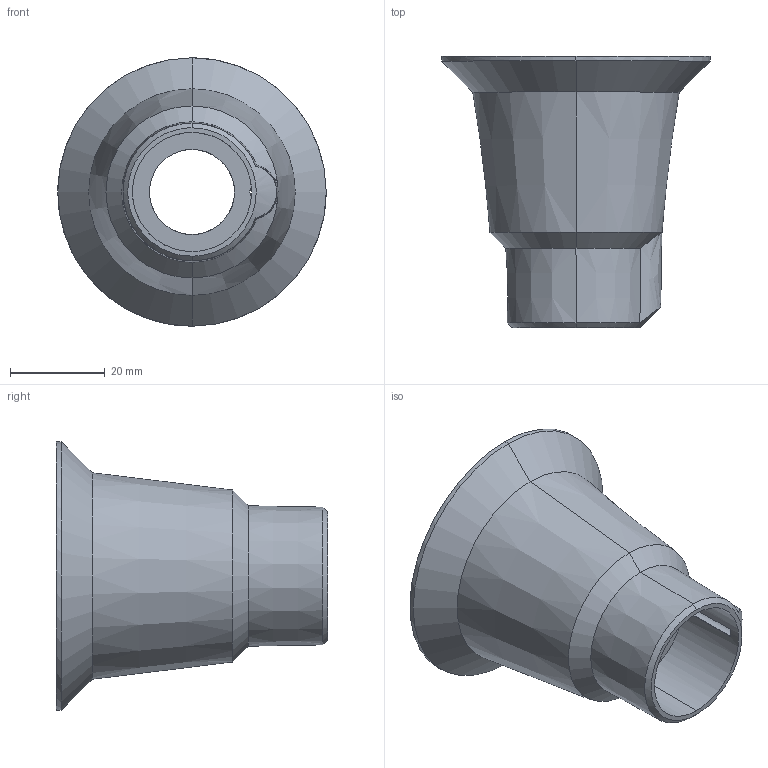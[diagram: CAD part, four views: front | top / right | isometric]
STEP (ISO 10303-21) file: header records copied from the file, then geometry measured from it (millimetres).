
FILE_DESCRIPTION(('STEP AP214'),'1');
FILE_NAME('cctmp_745DA3EF-79F0-4F44-8F9D-262C54F96FEA_2023_07_24_21_32_06_0782..stp','2023-07-24T19:32:07',('SIEMENS A&D'),('CADClick - www.CADClick.com'),'Spatial InterOp 3D postprocessed',' ','unknown authorization');
FILE_SCHEMA(('AUTOMOTIVE_DESIGN'));
Length unit declared in the file: millimetre
Products named in the file (1): 2023_07_24_21_32_06_0782
Bounding box: 56.8 x 57.4 x 56.8 mm (x, y, z)
Volume: 17739.8 mm3; surface area: 15746.9 mm2
Topology: 1 solids, 1 shells, 42 faces, 106 edges, 68 vertices
Faces by surface type: cone 19, cylinder 15, plane 6, bspline 2
Entity records: 2583 total; most frequent: CARTESIAN_POINT 1511, ORIENTED_EDGE 212, DIRECTION 154, EDGE_CURVE 106, VERTEX_POINT 68, AXIS2_PLACEMENT_3D 61, B_SPLINE_CURVE_WITH_KNOTS 54, EDGE_LOOP 48
